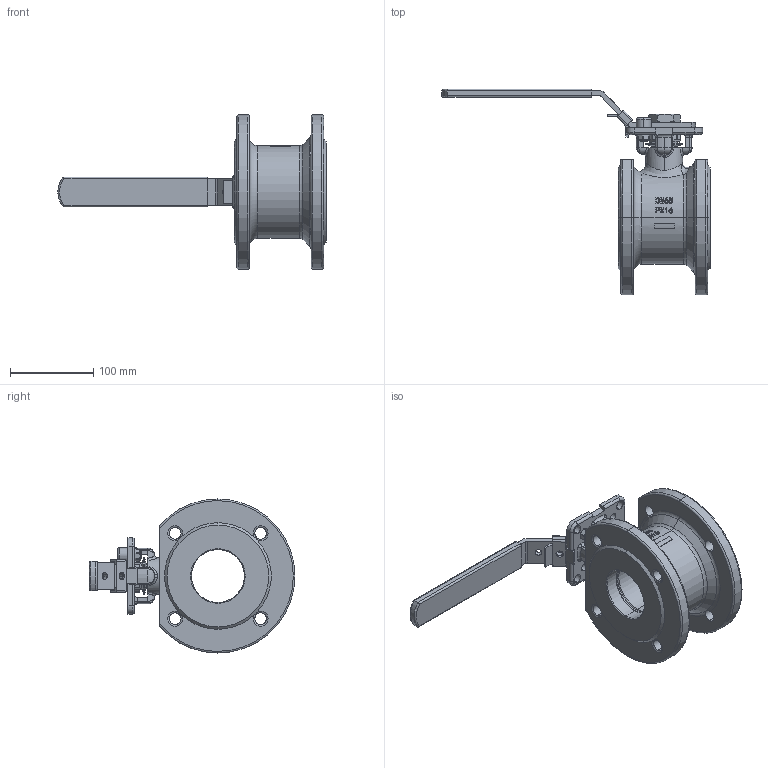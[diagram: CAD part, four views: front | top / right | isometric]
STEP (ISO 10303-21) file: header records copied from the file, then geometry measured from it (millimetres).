
FILE_DESCRIPTION (( 'STEP AP203' ), '1' );
FILE_NAME ('蚾饜极-940471480065201.SLDASM.SLDPRT.STEP', '2024-11-06T02:18:15', ( '2023' ), ( '' ), 'SwSTEP 2.0', 'SolidWorks 2013', '' );
FILE_SCHEMA (( 'CONFIG_CONTROL_DESIGN' ));
Length unit declared in the file: millimetre
Products named in the file (1): 蚾饜极-940471480065201.SLDASM.SLDPRT
Bounding box: 322 x 247.21 x 185 mm (x, y, z)
Volume: 1361912 mm3; surface area: 358064.2 mm2
Topology: 25 solids, 25 shells, 1057 faces, 2711 edges, 1706 vertices
Faces by surface type: plane 411, cylinder 274, cone 160, bspline 127, torus 76, sphere 9
Entity records: 41400 total; most frequent: CARTESIAN_POINT 16277, ORIENTED_EDGE 5358, DIRECTION 4984, EDGE_CURVE 2679, AXIS2_PLACEMENT_3D 1832, VERTEX_POINT 1698, LINE 1320, VECTOR 1320
